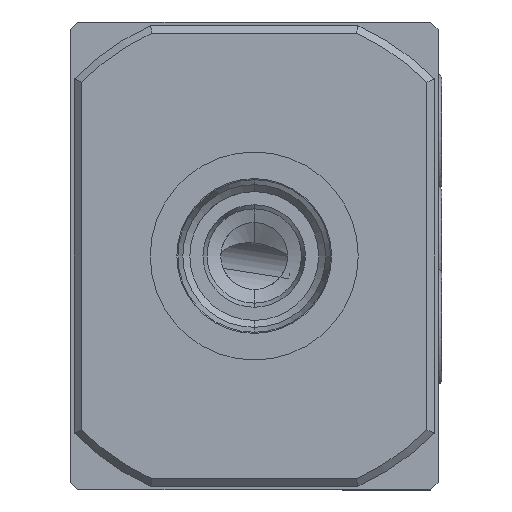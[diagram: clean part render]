
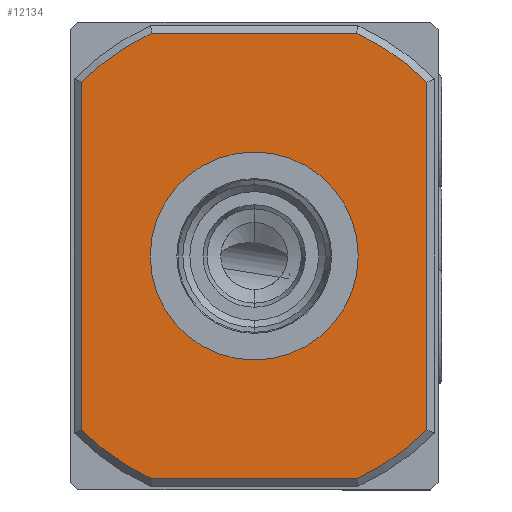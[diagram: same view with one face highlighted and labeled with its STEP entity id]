
A CAD part, left-side view. The second image highlights one B-rep face of the part: STEP entity #12134.
In plain terms, the highlighted planar face has unit normal (-1, 0, 0).
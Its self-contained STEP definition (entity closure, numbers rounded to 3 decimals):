
#196 = DIRECTION ( 'NONE',  ( -1., 0., 0. ) ) ;
#512 = VERTEX_POINT ( 'NONE', #13483 ) ;
#547 = AXIS2_PLACEMENT_3D ( 'NONE', #3339, #6823, #9187 ) ;
#637 = AXIS2_PLACEMENT_3D ( 'NONE', #6307, #10007, #14551 ) ;
#641 = DIRECTION ( 'NONE',  ( 0., 0., -1. ) ) ;
#1187 = VERTEX_POINT ( 'NONE', #11733 ) ;
#1196 = DIRECTION ( 'NONE',  ( 0., 0., -1. ) ) ;
#1197 = VECTOR ( 'NONE', #8564, 1000. ) ;
#1688 = CARTESIAN_POINT ( 'NONE',  ( -48.1, -23.25, -23.419 ) ) ;
#1828 = VECTOR ( 'NONE', #15266, 1000. ) ;
#2061 = ORIENTED_EDGE ( 'NONE', *, *, #8733, .T. ) ;
#2086 = CIRCLE ( 'NONE', #547, 33. ) ;
#2239 = ORIENTED_EDGE ( 'NONE', *, *, #4724, .T. ) ;
#2544 = AXIS2_PLACEMENT_3D ( 'NONE', #3646, #12039, #5046 ) ;
#2662 = CARTESIAN_POINT ( 'NONE',  ( -48.1, 24.25, 30. ) ) ;
#2759 = FACE_BOUND ( 'NONE', #7888, .T. ) ;
#2773 = ORIENTED_EDGE ( 'NONE', *, *, #13946, .T. ) ;
#2823 = LINE ( 'NONE', #2662, #11570 ) ;
#2913 = CARTESIAN_POINT ( 'NONE',  ( -48.1, 13.748, 30. ) ) ;
#2999 = EDGE_LOOP ( 'NONE', ( #2239, #2773, #9766, #2061, #4540, #7191, #9884, #14654 ) ) ;
#3215 = CARTESIAN_POINT ( 'NONE',  ( -48.1, 0., -14. ) ) ;
#3339 = CARTESIAN_POINT ( 'NONE',  ( -48.1, 0., 0. ) ) ;
#3646 = CARTESIAN_POINT ( 'NONE',  ( -48.1, 0., 0. ) ) ;
#4339 = AXIS2_PLACEMENT_3D ( 'NONE', #11788, #15465, #12994 ) ;
#4454 = CARTESIAN_POINT ( 'NONE',  ( -48.1, 23.25, 23.419 ) ) ;
#4540 = ORIENTED_EDGE ( 'NONE', *, *, #15284, .T. ) ;
#4604 = CARTESIAN_POINT ( 'NONE',  ( -48.1, 23.25, 31. ) ) ;
#4682 = PLANE ( 'NONE',  #14307 ) ;
#4724 = EDGE_CURVE ( 'NONE', #8107, #5960, #7370, .T. ) ;
#5046 = DIRECTION ( 'NONE',  ( 0., 0., -1. ) ) ;
#5077 = CARTESIAN_POINT ( 'NONE',  ( -48.1, -23.25, 31. ) ) ;
#5607 = CARTESIAN_POINT ( 'NONE',  ( -48.1, 0., 14. ) ) ;
#5652 = CARTESIAN_POINT ( 'NONE',  ( -48.1, 24.25, -30. ) ) ;
#5724 = LINE ( 'NONE', #4604, #12635 ) ;
#5933 = DIRECTION ( 'NONE',  ( 0., 0., -1. ) ) ;
#5960 = VERTEX_POINT ( 'NONE', #10423 ) ;
#6194 = DIRECTION ( 'NONE',  ( 0., 0., 1. ) ) ;
#6232 = DIRECTION ( 'NONE',  ( 0., 1., 0. ) ) ;
#6307 = CARTESIAN_POINT ( 'NONE',  ( -48.1, 0., 0. ) ) ;
#6482 = VERTEX_POINT ( 'NONE', #3215 ) ;
#6823 = DIRECTION ( 'NONE',  ( -1., 0., 0. ) ) ;
#6856 = AXIS2_PLACEMENT_3D ( 'NONE', #7347, #196, #6194 ) ;
#7145 = EDGE_CURVE ( 'NONE', #512, #8107, #8655, .T. ) ;
#7191 = ORIENTED_EDGE ( 'NONE', *, *, #7928, .T. ) ;
#7347 = CARTESIAN_POINT ( 'NONE',  ( -48.1, 0., 0. ) ) ;
#7370 = LINE ( 'NONE', #5077, #1197 ) ;
#7583 = LINE ( 'NONE', #5652, #1828 ) ;
#7700 = VERTEX_POINT ( 'NONE', #2913 ) ;
#7888 = EDGE_LOOP ( 'NONE', ( #9263, #9618 ) ) ;
#7928 = EDGE_CURVE ( 'NONE', #10234, #10806, #9375, .T. ) ;
#8107 = VERTEX_POINT ( 'NONE', #1688 ) ;
#8464 = CARTESIAN_POINT ( 'NONE',  ( -48.1, 24.25, 31. ) ) ;
#8564 = DIRECTION ( 'NONE',  ( 0., 0., 1. ) ) ;
#8655 = CIRCLE ( 'NONE', #637, 33. ) ;
#8733 = EDGE_CURVE ( 'NONE', #7700, #11519, #2086, .T. ) ;
#9009 = AXIS2_PLACEMENT_3D ( 'NONE', #14997, #9170, #641 ) ;
#9123 = EDGE_CURVE ( 'NONE', #1187, #7700, #2823, .T. ) ;
#9170 = DIRECTION ( 'NONE',  ( 1., 0., 0. ) ) ;
#9187 = DIRECTION ( 'NONE',  ( 0., 0., 1. ) ) ;
#9258 = EDGE_CURVE ( 'NONE', #9287, #6482, #12509, .T. ) ;
#9263 = ORIENTED_EDGE ( 'NONE', *, *, #12407, .T. ) ;
#9287 = VERTEX_POINT ( 'NONE', #5607 ) ;
#9375 = CIRCLE ( 'NONE', #4339, 33. ) ;
#9618 = ORIENTED_EDGE ( 'NONE', *, *, #9258, .T. ) ;
#9766 = ORIENTED_EDGE ( 'NONE', *, *, #9123, .T. ) ;
#9835 = CIRCLE ( 'NONE', #2544, 14. ) ;
#9884 = ORIENTED_EDGE ( 'NONE', *, *, #11516, .T. ) ;
#10007 = DIRECTION ( 'NONE',  ( -1., 0., 0. ) ) ;
#10234 = VERTEX_POINT ( 'NONE', #13201 ) ;
#10423 = CARTESIAN_POINT ( 'NONE',  ( -48.1, -23.25, 23.419 ) ) ;
#10806 = VERTEX_POINT ( 'NONE', #10936 ) ;
#10936 = CARTESIAN_POINT ( 'NONE',  ( -48.1, 13.748, -30. ) ) ;
#11516 = EDGE_CURVE ( 'NONE', #10806, #512, #7583, .T. ) ;
#11519 = VERTEX_POINT ( 'NONE', #4454 ) ;
#11570 = VECTOR ( 'NONE', #6232, 1000. ) ;
#11733 = CARTESIAN_POINT ( 'NONE',  ( -48.1, -13.748, 30. ) ) ;
#11788 = CARTESIAN_POINT ( 'NONE',  ( -48.1, 0., 0. ) ) ;
#12039 = DIRECTION ( 'NONE',  ( 1., 0., 0. ) ) ;
#12045 = FACE_OUTER_BOUND ( 'NONE', #2999, .T. ) ;
#12134 = ADVANCED_FACE ( 'NONE', ( #12045, #2759 ), #4682, .T. ) ;
#12407 = EDGE_CURVE ( 'NONE', #6482, #9287, #9835, .T. ) ;
#12509 = CIRCLE ( 'NONE', #9009, 14. ) ;
#12635 = VECTOR ( 'NONE', #1196, 1000. ) ;
#12994 = DIRECTION ( 'NONE',  ( 0., 0., 1. ) ) ;
#13038 = DIRECTION ( 'NONE',  ( -1., 0., 0. ) ) ;
#13201 = CARTESIAN_POINT ( 'NONE',  ( -48.1, 23.25, -23.419 ) ) ;
#13483 = CARTESIAN_POINT ( 'NONE',  ( -48.1, -13.748, -30. ) ) ;
#13946 = EDGE_CURVE ( 'NONE', #5960, #1187, #15017, .T. ) ;
#14307 = AXIS2_PLACEMENT_3D ( 'NONE', #8464, #13038, #5933 ) ;
#14551 = DIRECTION ( 'NONE',  ( 0., 0., 1. ) ) ;
#14654 = ORIENTED_EDGE ( 'NONE', *, *, #7145, .T. ) ;
#14997 = CARTESIAN_POINT ( 'NONE',  ( -48.1, 0., 0. ) ) ;
#15017 = CIRCLE ( 'NONE', #6856, 33. ) ;
#15266 = DIRECTION ( 'NONE',  ( 0., -1., 0. ) ) ;
#15284 = EDGE_CURVE ( 'NONE', #11519, #10234, #5724, .T. ) ;
#15465 = DIRECTION ( 'NONE',  ( -1., 0., 0. ) ) ;
